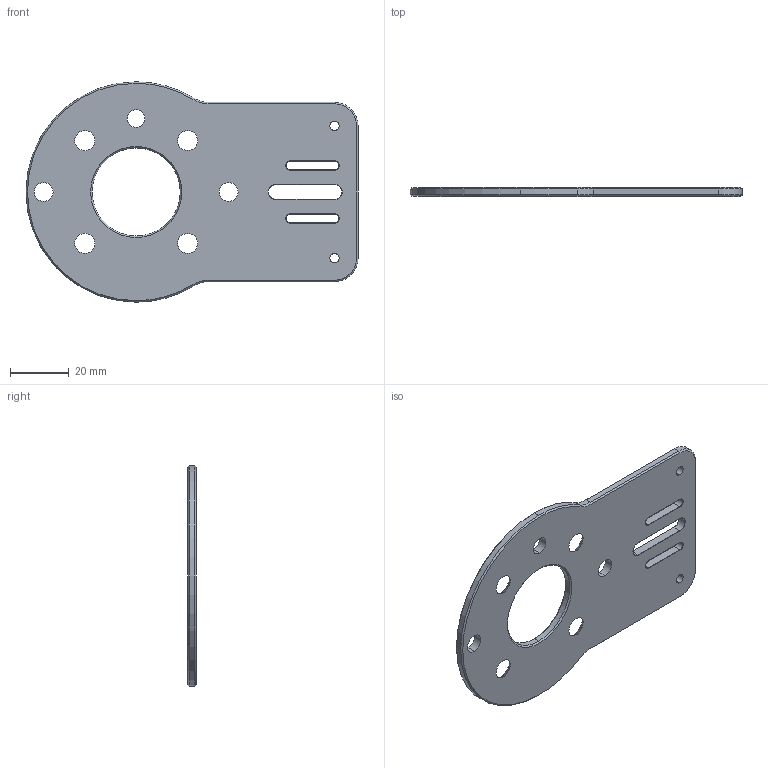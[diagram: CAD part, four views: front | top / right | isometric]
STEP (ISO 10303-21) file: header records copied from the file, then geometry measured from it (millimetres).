
FILE_DESCRIPTION (( 'STEP AP203' ), '1' );
FILE_NAME ('扜砉芛嘐隅啣1300.STEP', '2021-07-13T08:25:55', ( '' ), ( '' ), 'SwSTEP 2.0', 'SolidWorks 2019', '' );
FILE_SCHEMA (( 'CONFIG_CONTROL_DESIGN' ));
Length unit declared in the file: millimetre
Products named in the file (1): 扜砉芛嘐隅啣1300
Bounding box: 113 x 3 x 75 mm (x, y, z)
Volume: 16831.3 mm3; surface area: 13415.4 mm2
Topology: 1 solids, 1 shells, 92 faces, 222 edges, 132 vertices
Faces by surface type: cone 38, plane 29, cylinder 25
Entity records: 2787 total; most frequent: DIRECTION 504, CARTESIAN_POINT 447, ORIENTED_EDGE 444, EDGE_CURVE 222, AXIS2_PLACEMENT_3D 189, VERTEX_POINT 132, LINE 126, VECTOR 126
